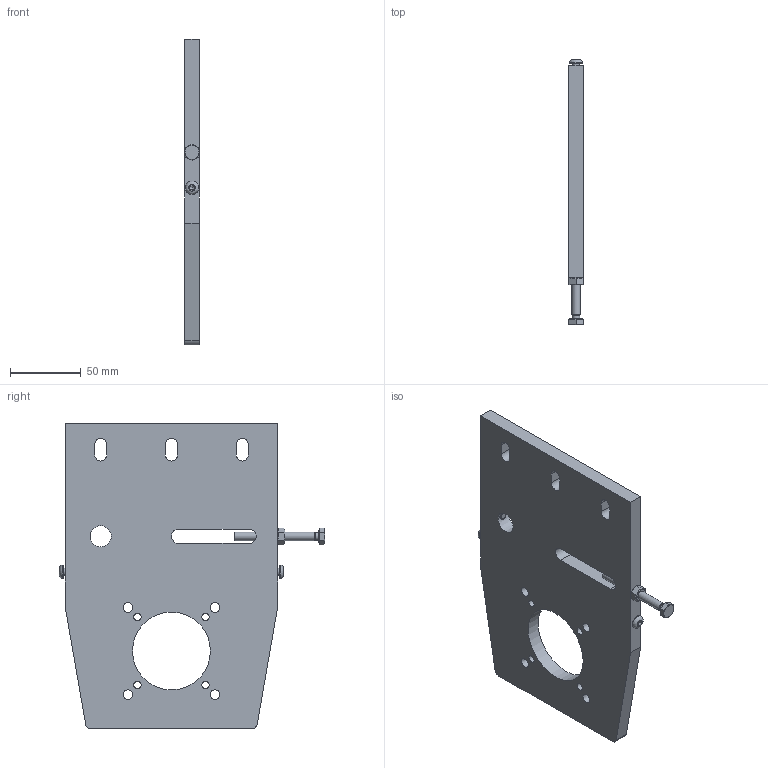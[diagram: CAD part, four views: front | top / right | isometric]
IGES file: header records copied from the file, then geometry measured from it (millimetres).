
Global section: file name: 904520M.stp.ipt; native system: Autodesk Inventor 2014; preprocessor: unknown; author: zeman; date: 20151016.102159; units: millimetre
Bounding box: 10 x 187.35 x 216 mm (x, y, z)
Volume: 276230.6 mm3; surface area: 71640.4 mm2
Topology: 6 solids, 6 shells, 120 faces, 308 edges, 203 vertices
Faces by surface type: plane 60, revolution 31, cone 14, cylinder 10, bspline 5
Full cylindrical faces by diameter (mm): 5 x2, 5.459 x1, 6 x2, 8.7 x1, 9.5 x2
